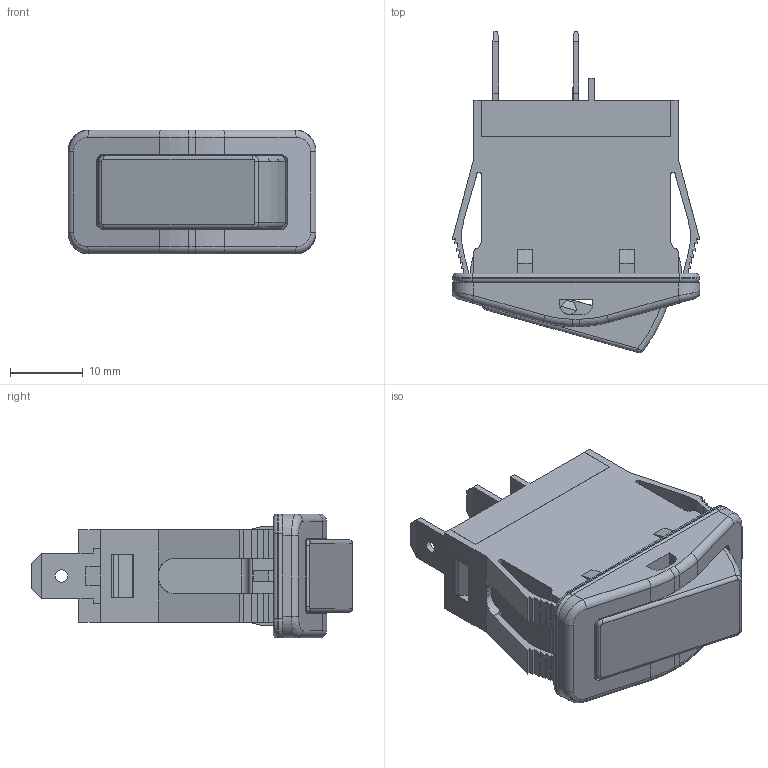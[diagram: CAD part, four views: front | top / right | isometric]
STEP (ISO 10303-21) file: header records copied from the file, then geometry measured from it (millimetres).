
FILE_DESCRIPTION(/* description */ (''),/* implementation_level */ '2;1');
FILE_NAME(/* name */ 'RB34xxxx00.stp',/* time_stamp */ '2024-02-28T15:42:41-06:00',/* author */ ('mroman'),/* organization */ (''),/* preprocessor_version */ 'ST-DEVELOPER v18.1',/* originating_system */ 'Autodesk Inventor 2022',/* authorisation */ '');
FILE_SCHEMA (('AUTOMOTIVE_DESIGN { 1 0 10303 214 3 1 1 }'));
Length unit declared in the file: millimetre
Products named in the file (1): RB34xxxx00
Bounding box: 34 x 44.1 x 17 mm (x, y, z)
Volume: 6618.1 mm3; surface area: 11068.3 mm2
Topology: 1 solids, 1 shells, 531 faces, 1476 edges, 952 vertices
Faces by surface type: plane 395, cylinder 92, bspline 24, torus 18, cone 2
Full cylindrical faces by diameter (mm): 1.7 x2, 3 x1, 4.52 x1, 5.2 x1
Entity records: 17333 total; most frequent: CARTESIAN_POINT 3634, ORIENTED_EDGE 2952, DIRECTION 2666, EDGE_CURVE 1476, LINE 1186, VECTOR 1186, VERTEX_POINT 952, AXIS2_PLACEMENT_3D 740
